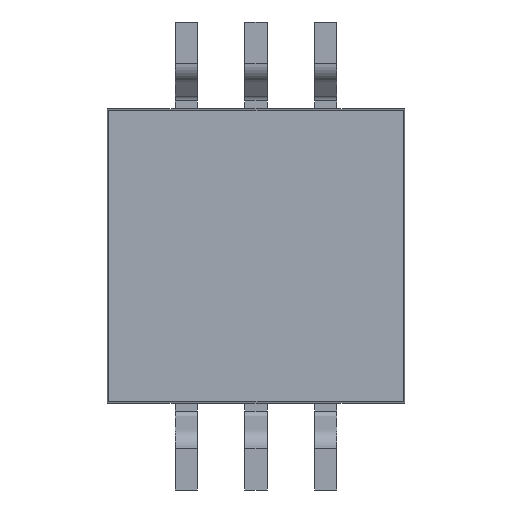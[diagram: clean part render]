
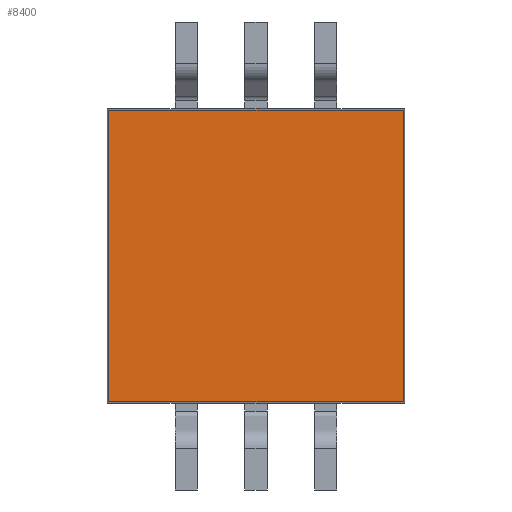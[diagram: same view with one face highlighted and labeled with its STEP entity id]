
A CAD part, front view. The second image highlights one B-rep face of the part: STEP entity #8400.
In plain terms, the highlighted planar face has unit normal (0, -1, 0).
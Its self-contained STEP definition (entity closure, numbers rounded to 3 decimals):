
#1=DIRECTION('',(0.,0.,1.));
#2=VECTOR('',#1,5.287);
#3=CARTESIAN_POINT('',(0.501,-0.9,-2.644));
#4=LINE('',#3,#2);
#5=DIRECTION('',(1.,0.,0.));
#6=VECTOR('',#5,5.347);
#7=CARTESIAN_POINT('',(0.501,-0.9,2.644));
#8=LINE('',#7,#6);
#9=DIRECTION('',(0.,0.,-1.));
#10=VECTOR('',#9,5.287);
#11=CARTESIAN_POINT('',(5.849,-0.9,2.644));
#12=LINE('',#11,#10);
#13=DIRECTION('',(-1.,0.,0.));
#14=VECTOR('',#13,5.347);
#15=CARTESIAN_POINT('',(5.849,-0.9,-2.644));
#16=LINE('',#15,#14);
#6313=CARTESIAN_POINT('',(0.501,-0.9,-2.644));
#6314=CARTESIAN_POINT('',(0.501,-0.9,2.644));
#6315=VERTEX_POINT('',#6313);
#6316=VERTEX_POINT('',#6314);
#6317=CARTESIAN_POINT('',(5.849,-0.9,2.644));
#6318=VERTEX_POINT('',#6317);
#6319=CARTESIAN_POINT('',(5.849,-0.9,-2.644));
#6320=VERTEX_POINT('',#6319);
#8385=CARTESIAN_POINT('',(0.,-0.9,0.));
#8386=DIRECTION('',(0.,1.,0.));
#8387=DIRECTION('',(1.,0.,0.));
#8388=AXIS2_PLACEMENT_3D('',#8385,#8386,#8387);
#8389=PLANE('',#8388);
#8391=ORIENTED_EDGE('',*,*,#8390,.T.);
#8393=ORIENTED_EDGE('',*,*,#8392,.T.);
#8395=ORIENTED_EDGE('',*,*,#8394,.T.);
#8397=ORIENTED_EDGE('',*,*,#8396,.T.);
#8398=EDGE_LOOP('',(#8391,#8393,#8395,#8397));
#8399=FACE_OUTER_BOUND('',#8398,.F.);
#8390=EDGE_CURVE('',#6315,#6316,#4,.T.);
#8392=EDGE_CURVE('',#6316,#6318,#8,.T.);
#8394=EDGE_CURVE('',#6318,#6320,#12,.T.);
#8396=EDGE_CURVE('',#6320,#6315,#16,.T.);
#8400=ADVANCED_FACE('',(#8399),#8389,.F.);
